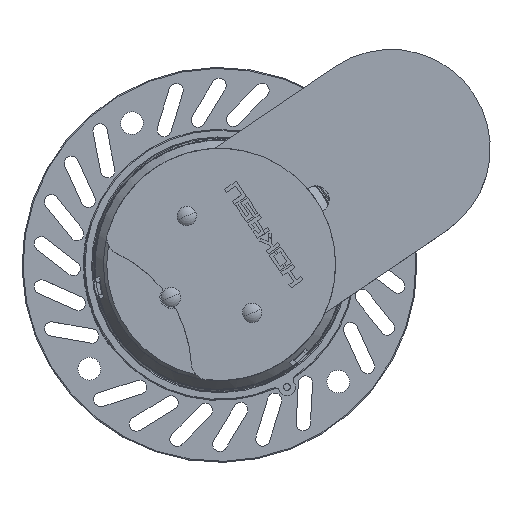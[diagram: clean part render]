
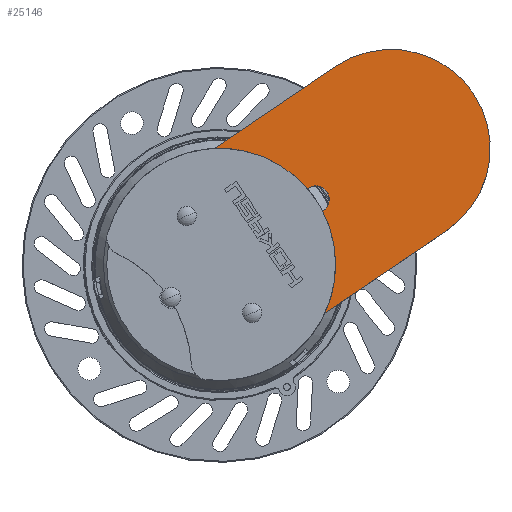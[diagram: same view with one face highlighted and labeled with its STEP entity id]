
A CAD part, top view. The second image highlights one B-rep face of the part: STEP entity #25146.
In plain terms, the highlighted planar face has unit normal (0, 0, 1).
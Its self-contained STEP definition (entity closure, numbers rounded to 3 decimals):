
#389 = LINE ( 'NONE', #31956, #17282 ) ;
#555 = VERTEX_POINT ( 'NONE', #29916 ) ;
#789 = CARTESIAN_POINT ( 'NONE',  ( 28.387, 19.163, 20. ) ) ;
#976 = VERTEX_POINT ( 'NONE', #34669 ) ;
#1403 = AXIS2_PLACEMENT_3D ( 'NONE', #789, #21039, #6939 ) ;
#2329 = CIRCLE ( 'NONE', #1403, 4. ) ;
#2728 = CARTESIAN_POINT ( 'NONE',  ( 50.617, 34.169, 20. ) ) ;
#3772 = AXIS2_PLACEMENT_3D ( 'NONE', #21243, #23778, #35281 ) ;
#5569 = AXIS2_PLACEMENT_3D ( 'NONE', #16066, #10361, #23935 ) ;
#5705 = EDGE_LOOP ( 'NONE', ( #21865, #14749, #26809, #30409, #20637, #14395, #24383, #31415 ) ) ;
#6399 = CIRCLE ( 'NONE', #32373, 34.25 ) ;
#6810 = VECTOR ( 'NONE', #32811, 1000. ) ;
#6939 = DIRECTION ( 'NONE',  ( 0.829, 0.56, 0. ) ) ;
#7095 = AXIS2_PLACEMENT_3D ( 'NONE', #2728, #27659, #11303 ) ;
#7110 = EDGE_CURVE ( 'NONE', #976, #9115, #389, .T. ) ;
#7301 = EDGE_CURVE ( 'NONE', #24700, #30640, #13783, .T. ) ;
#7542 = CARTESIAN_POINT ( 'NONE',  ( -16.365, 24.243, 20. ) ) ;
#8676 = LINE ( 'NONE', #24530, #19951 ) ;
#9115 = VERTEX_POINT ( 'NONE', #9737 ) ;
#9686 = EDGE_CURVE ( 'NONE', #555, #30640, #12209, .T. ) ;
#9737 = CARTESIAN_POINT ( 'NONE',  ( 30.625, 15.848, 20. ) ) ;
#10232 = PLANE ( 'NONE',  #5569 ) ;
#10361 = DIRECTION ( 'NONE',  ( 0., 0., 1. ) ) ;
#10479 = CARTESIAN_POINT ( 'NONE',  ( -1.597, 34.213, 20. ) ) ;
#10575 = FACE_OUTER_BOUND ( 'NONE', #5705, .T. ) ;
#11303 = DIRECTION ( 'NONE',  ( 0.829, 0.56, 0. ) ) ;
#12209 = CIRCLE ( 'NONE', #3772, 34.25 ) ;
#13783 = LINE ( 'NONE', #7542, #6810 ) ;
#14395 = ORIENTED_EDGE ( 'NONE', *, *, #33695, .F. ) ;
#14749 = ORIENTED_EDGE ( 'NONE', *, *, #30569, .T. ) ;
#16066 = CARTESIAN_POINT ( 'NONE',  ( 0., 0., 20. ) ) ;
#17092 = EDGE_CURVE ( 'NONE', #27387, #976, #6399, .T. ) ;
#17282 = VECTOR ( 'NONE', #35200, 1000. ) ;
#18569 = VERTEX_POINT ( 'NONE', #23203 ) ;
#18821 = DIRECTION ( 'NONE',  ( 0.829, 0.56, 0. ) ) ;
#18952 = EDGE_CURVE ( 'NONE', #18569, #24700, #19589, .T. ) ;
#19440 = VECTOR ( 'NONE', #21461, 1000. ) ;
#19589 = CIRCLE ( 'NONE', #7095, 29.25 ) ;
#19951 = VECTOR ( 'NONE', #18821, 1000. ) ;
#20009 = CARTESIAN_POINT ( 'NONE',  ( 26.149, 22.478, 20. ) ) ;
#20637 = ORIENTED_EDGE ( 'NONE', *, *, #9686, .F. ) ;
#21039 = DIRECTION ( 'NONE',  ( 0., 0., 1. ) ) ;
#21243 = CARTESIAN_POINT ( 'NONE',  ( 0., 0., 20. ) ) ;
#21461 = DIRECTION ( 'NONE',  ( -0.829, -0.56, 0. ) ) ;
#21865 = ORIENTED_EDGE ( 'NONE', *, *, #17092, .F. ) ;
#23203 = CARTESIAN_POINT ( 'NONE',  ( 66.982, 9.926, 20. ) ) ;
#23778 = DIRECTION ( 'NONE',  ( 0., 0., 1. ) ) ;
#23935 = DIRECTION ( 'NONE',  ( 0.829, 0.56, 0. ) ) ;
#24024 = VERTEX_POINT ( 'NONE', #20009 ) ;
#24383 = ORIENTED_EDGE ( 'NONE', *, *, #25075, .F. ) ;
#24530 = CARTESIAN_POINT ( 'NONE',  ( 16.365, -24.243, 20. ) ) ;
#24700 = VERTEX_POINT ( 'NONE', #29164 ) ;
#25075 = EDGE_CURVE ( 'NONE', #9115, #24024, #2329, .T. ) ;
#25146 = ADVANCED_FACE ( 'NONE', ( #10575 ), #10232, .T. ) ;
#25721 = DIRECTION ( 'NONE',  ( 0.829, 0.56, 0. ) ) ;
#26809 = ORIENTED_EDGE ( 'NONE', *, *, #18952, .T. ) ;
#27387 = VERTEX_POINT ( 'NONE', #29066 ) ;
#27659 = DIRECTION ( 'NONE',  ( 0., 0., 1. ) ) ;
#28127 = CARTESIAN_POINT ( 'NONE',  ( 0., 0., 20. ) ) ;
#29066 = CARTESIAN_POINT ( 'NONE',  ( 31.134, -14.274, 20. ) ) ;
#29164 = CARTESIAN_POINT ( 'NONE',  ( 34.251, 58.412, 20. ) ) ;
#29916 = CARTESIAN_POINT ( 'NONE',  ( 25.955, 22.347, 20. ) ) ;
#30409 = ORIENTED_EDGE ( 'NONE', *, *, #7301, .T. ) ;
#30569 = EDGE_CURVE ( 'NONE', #27387, #18569, #8676, .T. ) ;
#30640 = VERTEX_POINT ( 'NONE', #10479 ) ;
#30722 = LINE ( 'NONE', #32624, #19440 ) ;
#31415 = ORIENTED_EDGE ( 'NONE', *, *, #7110, .F. ) ;
#31956 = CARTESIAN_POINT ( 'NONE',  ( 30.625, 15.848, 20. ) ) ;
#32373 = AXIS2_PLACEMENT_3D ( 'NONE', #28127, #33861, #25721 ) ;
#32624 = CARTESIAN_POINT ( 'NONE',  ( 14.533, 14.636, 20. ) ) ;
#32811 = DIRECTION ( 'NONE',  ( -0.829, -0.56, 0. ) ) ;
#33695 = EDGE_CURVE ( 'NONE', #24024, #555, #30722, .T. ) ;
#33861 = DIRECTION ( 'NONE',  ( 0., 0., 1. ) ) ;
#34669 = CARTESIAN_POINT ( 'NONE',  ( 30.431, 15.717, 20. ) ) ;
#35200 = DIRECTION ( 'NONE',  ( 0.829, 0.56, 0. ) ) ;
#35281 = DIRECTION ( 'NONE',  ( 0.829, 0.56, 0. ) ) ;
